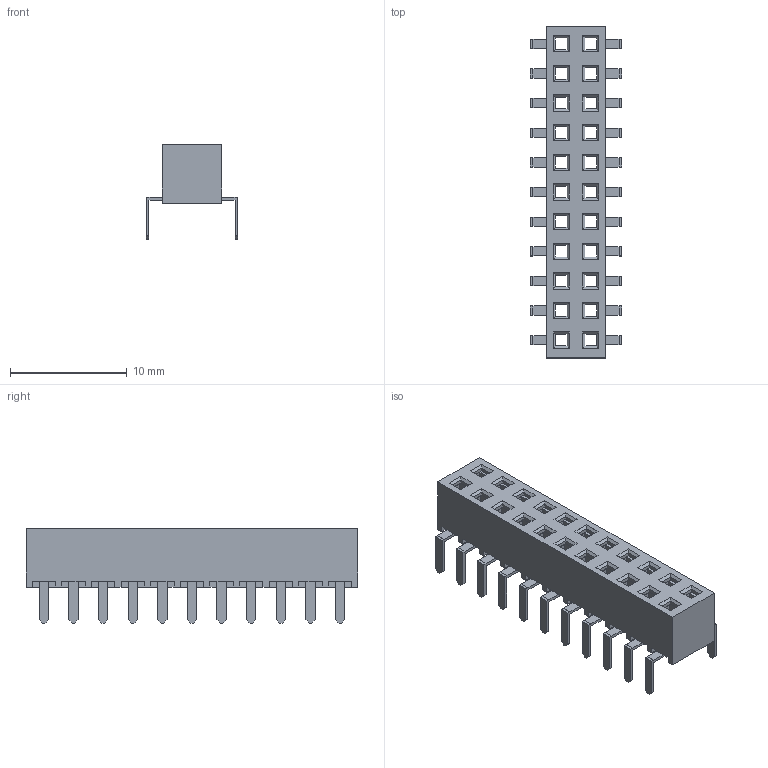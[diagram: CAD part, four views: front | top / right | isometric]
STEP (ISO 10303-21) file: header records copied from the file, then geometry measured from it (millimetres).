
FILE_DESCRIPTION(/* description */ ('model of Wuerth_WR-PHD_613022216921_Large_2x11_P2.54mm_Vertical'),/* implementation_level */ '2;1');
FILE_NAME(/* name */ 'Wuerth_WR-PHD_613022216921_Large_2x11_P2.54mm_Vertical.step',/* time_stamp */ '2024-05-29T23:23:02',/* author */ ('KiCAD','kicad'),/* organization */ ('OCCT'),/* preprocessor_version */ '',/* originating_system */ 'KiCAD',/* authorisation */ '');
FILE_SCHEMA(('AUTOMOTIVE_DESIGN { 1 0 10303 214 1 1 1 1 }'));
Length unit declared in the file: millimetre
Products named in the file (1): Wuerth_WR-PHD_613022216921_Large_2x11_P2.54mm_Vertical
Bounding box: 7.87 x 28.44 x 8.1 mm (x, y, z)
Volume: 493.3 mm3; surface area: 1856.9 mm2
Topology: 1 solids, 1 shells, 908 faces, 2652 edges, 1724 vertices
Faces by surface type: plane 908
Entity records: 39273 total; most frequent: ORIENTED_EDGE 5304, CARTESIAN_POINT 5285, DIRECTION 4470, EDGE_CURVE 2652, LINE 2652, VECTOR 2652, VERTEX_POINT 1724, PRESENTATION_STYLE_ASSIGNMENT 1084
